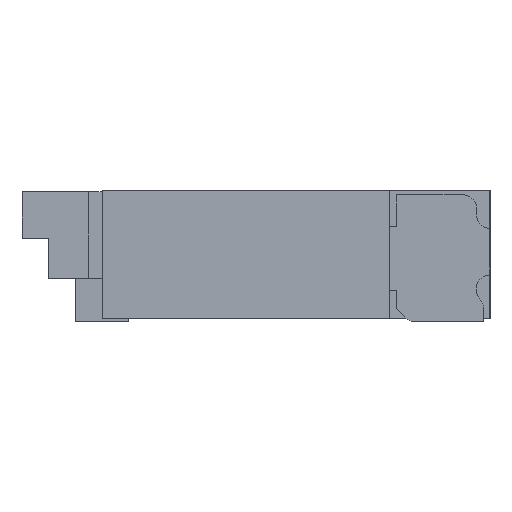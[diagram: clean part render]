
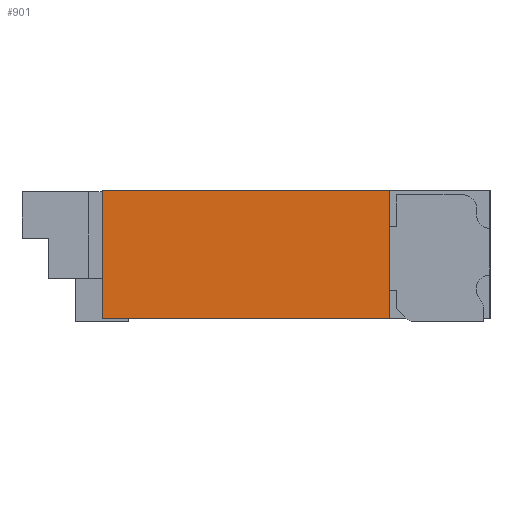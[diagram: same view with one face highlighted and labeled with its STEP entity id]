
A CAD part, left-side view. The second image highlights one B-rep face of the part: STEP entity #901.
In plain terms, the highlighted planar face has unit normal (-1, 0, 0).
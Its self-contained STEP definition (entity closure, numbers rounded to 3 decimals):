
#901 = ADVANCED_FACE( '', ( #2181 ), #2182, .T. );
#2181 = FACE_OUTER_BOUND( '', #3954, .T. );
#2182 = PLANE( '', #3955 );
#3954 = EDGE_LOOP( '', ( #5777, #5778, #5779, #5780 ) );
#3955 = AXIS2_PLACEMENT_3D( '', #5781, #5782, #5783 );
#5777 = ORIENTED_EDGE( '', *, *, #11876, .F. );
#5778 = ORIENTED_EDGE( '', *, *, #11877, .T. );
#5779 = ORIENTED_EDGE( '', *, *, #11878, .T. );
#5780 = ORIENTED_EDGE( '', *, *, #11879, .T. );
#5781 = CARTESIAN_POINT( '', ( -6.5, 0., 0. ) );
#5782 = DIRECTION( '', ( -1., 0., 0. ) );
#5783 = DIRECTION( '', ( 0., 0., 1. ) );
#11876 = EDGE_CURVE( '', #14410, #14411, #14412, .T. );
#11877 = EDGE_CURVE( '', #14410, #14413, #14414, .T. );
#11878 = EDGE_CURVE( '', #14413, #14415, #14416, .T. );
#11879 = EDGE_CURVE( '', #14415, #14411, #14417, .T. );
#14410 = VERTEX_POINT( '', #18216 );
#14411 = VERTEX_POINT( '', #18217 );
#14412 = LINE( '', #18218, #18219 );
#14413 = VERTEX_POINT( '', #18220 );
#14414 = LINE( '', #18221, #18222 );
#14415 = VERTEX_POINT( '', #18223 );
#14416 = LINE( '', #18224, #18225 );
#14417 = LINE( '', #18226, #18227 );
#18216 = CARTESIAN_POINT( '', ( -6.5, -0.7, 0.48 ) );
#18217 = CARTESIAN_POINT( '', ( -6.5, -0.7, -0.48 ) );
#18218 = CARTESIAN_POINT( '', ( -6.5, -0.7, 0. ) );
#18219 = VECTOR( '', #23744, 1000. );
#18220 = CARTESIAN_POINT( '', ( -6.5, 1.45, 0.48 ) );
#18221 = CARTESIAN_POINT( '', ( -6.5, -1.45, 0.48 ) );
#18222 = VECTOR( '', #23745, 1000. );
#18223 = CARTESIAN_POINT( '', ( -6.5, 1.45, -0.48 ) );
#18224 = CARTESIAN_POINT( '', ( -6.5, 1.45, 0.48 ) );
#18225 = VECTOR( '', #23746, 1000. );
#18226 = CARTESIAN_POINT( '', ( -6.5, 1.45, -0.48 ) );
#18227 = VECTOR( '', #23747, 1000. );
#23744 = DIRECTION( '', ( 0., 0., -1. ) );
#23745 = DIRECTION( '', ( 0., 1., 0. ) );
#23746 = DIRECTION( '', ( 0., 0., -1. ) );
#23747 = DIRECTION( '', ( 0., -1., 0. ) );
